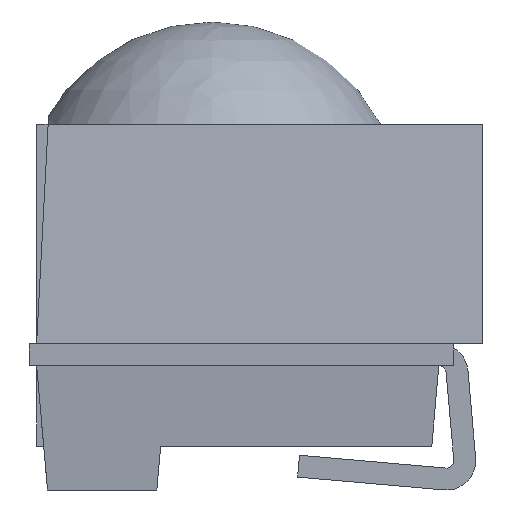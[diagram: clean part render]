
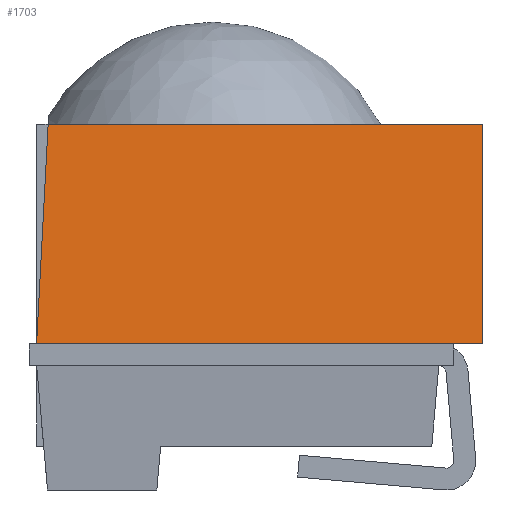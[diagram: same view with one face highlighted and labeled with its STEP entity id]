
A CAD part, left-side view. The second image highlights one B-rep face of the part: STEP entity #1703.
In plain terms, the highlighted planar face has unit normal (-0.996, 0, 0.087).
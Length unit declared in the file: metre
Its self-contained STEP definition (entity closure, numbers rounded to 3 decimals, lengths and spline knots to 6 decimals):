
#75=ORIENTED_EDGE('',*,*,#559,.F.);
#76=ORIENTED_EDGE('',*,*,#560,.T.);
#77=ORIENTED_EDGE('',*,*,#561,.T.);
#78=ORIENTED_EDGE('',*,*,#562,.F.);
#79=ORIENTED_EDGE('',*,*,#563,.T.);
#559=EDGE_CURVE('',#801,#802,#953,.T.);
#560=EDGE_CURVE('',#801,#803,#954,.T.);
#561=EDGE_CURVE('',#803,#804,#955,.T.);
#562=EDGE_CURVE('',#805,#804,#956,.T.);
#563=EDGE_CURVE('',#805,#802,#957,.T.);
#801=VERTEX_POINT('',#2975);
#802=VERTEX_POINT('',#2976);
#803=VERTEX_POINT('',#2978);
#804=VERTEX_POINT('',#2980);
#805=VERTEX_POINT('',#2982);
#953=LINE('',#2974,#1155);
#954=LINE('',#2977,#1156);
#955=LINE('',#2979,#1157);
#956=LINE('',#2981,#1158);
#957=LINE('',#2983,#1159);
#1155=VECTOR('',#2504,1.);
#1156=VECTOR('',#2505,1.);
#1157=VECTOR('',#2506,1.);
#1158=VECTOR('',#2507,1.);
#1159=VECTOR('',#2508,1.);
#1353=EDGE_LOOP('',(#75,#76,#77,#78,#79));
#1445=FACE_BOUND('',#1353,.T.);
#1537=PLANE('',#2362);
#1703=ADVANCED_FACE('',(#1445),#1537,.T.);
#2362=AXIS2_PLACEMENT_3D('',#2973,#2502,#2503);
#2502=DIRECTION('',(-0.996,0.,0.087));
#2503=DIRECTION('',(-0.087,0.,-0.996));
#2504=DIRECTION('',(0.087,-0.052,0.995));
#2505=DIRECTION('',(0.,-1.,0.));
#2506=DIRECTION('',(0.,-1.,0.));
#2507=DIRECTION('',(-0.087,0.,-0.996));
#2508=DIRECTION('',(0.,1.,0.));
#2973=CARTESIAN_POINT('',(-0.003234,-0.00085,0.001462));
#2974=CARTESIAN_POINT('',(-0.0033,0.0014,0.000712));
#2975=CARTESIAN_POINT('',(-0.0033,0.0014,0.000712));
#2976=CARTESIAN_POINT('',(-0.003169,0.001321,0.002212));
#2977=CARTESIAN_POINT('',(-0.0033,-0.00135,0.000712));
#2978=CARTESIAN_POINT('',(-0.0033,-0.00145,0.000712));
#2979=CARTESIAN_POINT('',(-0.0033,-0.00085,0.000712));
#2980=CARTESIAN_POINT('',(-0.0033,-0.00165,0.000712));
#2981=CARTESIAN_POINT('',(-0.0033,-0.00165,0.000712));
#2982=CARTESIAN_POINT('',(-0.003169,-0.00165,0.002212));
#2983=CARTESIAN_POINT('',(-0.003169,-0.0016,0.002212));
